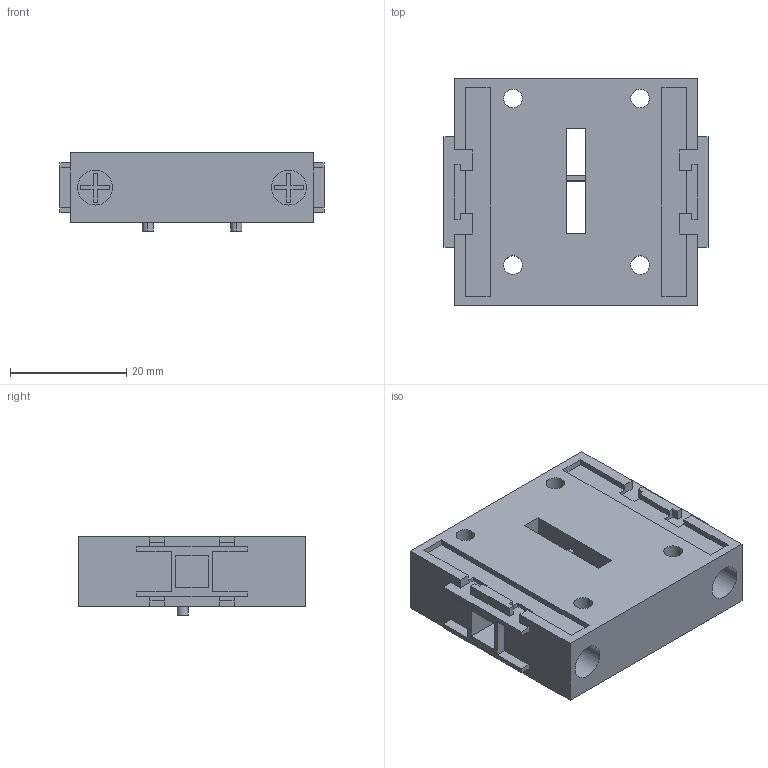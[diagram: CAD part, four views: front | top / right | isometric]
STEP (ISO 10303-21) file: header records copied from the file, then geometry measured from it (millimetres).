
FILE_DESCRIPTION((''),'2;1');
FILE_NAME('VZN05','2018-02-19T',('SESA407133'),('Schneider-Electric'),'PRO/ENGINEER BY PARAMETRIC TECHNOLOGY CORPORATION, 2015440','PRO/ENGINEER BY PARAMETRIC TECHNOLOGY CORPORATION, 2015440','');
FILE_SCHEMA(('CONFIG_CONTROL_DESIGN'));
Length unit declared in the file: millimetre
Products named in the file (1): VZN05
Bounding box: 45.5 x 39 x 13.5 mm (x, y, z)
Volume: 15952.5 mm3; surface area: 8222.6 mm2
Topology: 1 solids, 1 shells, 218 faces, 600 edges, 400 vertices
Faces by surface type: plane 190, cylinder 28
Entity records: 6902 total; most frequent: CARTESIAN_POINT 1218, ORIENTED_EDGE 1200, DIRECTION 1092, EDGE_CURVE 600, VECTOR 544, LINE 544, VERTEX_POINT 400, AXIS2_PLACEMENT_3D 274
